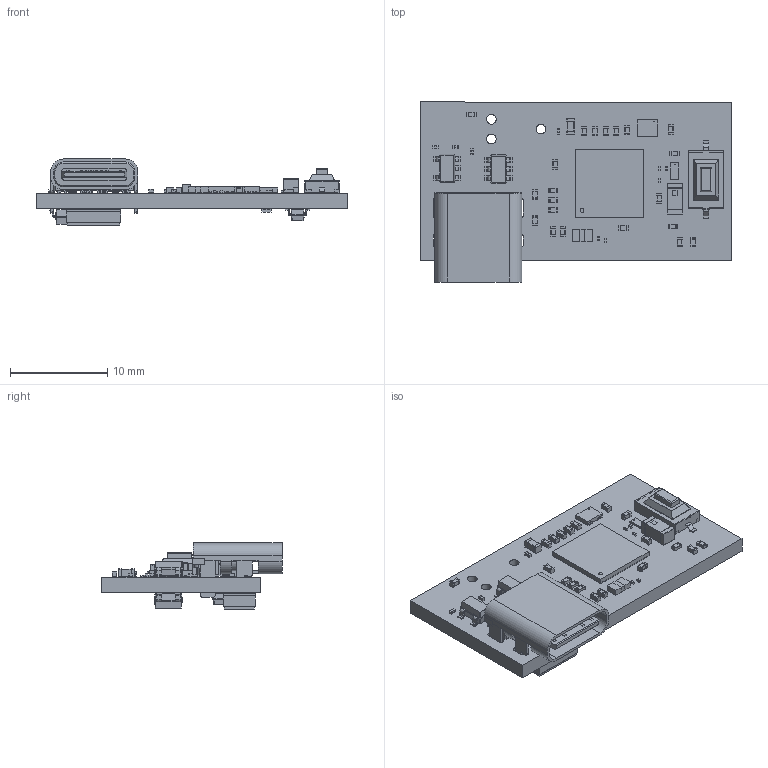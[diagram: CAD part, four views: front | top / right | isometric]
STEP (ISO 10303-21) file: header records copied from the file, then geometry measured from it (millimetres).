
FILE_DESCRIPTION(('KiCad electronic assembly'),'2;1');
FILE_NAME('EmbeddedRing.step','2025-04-09T18:10:36',('Pcbnew'),('Kicad') ,'Open CASCADE STEP processor 7.8','KiCad to STEP converter','Unknown' );
FILE_SCHEMA(('AUTOMOTIVE_DESIGN { 1 0 10303 214 1 1 1 1 }'));
Length unit declared in the file: millimetre
Products named in the file (38): EmbeddedRing 1; L_01005_0402Metric; L_0402_1005Metric; SOT-23-5; SOT_23_5; C_01005_0402Metric; C_0402_1005Metric; R_0402_1005Metric; DLF-4_1P6X0P8; part; SW_SPST_CK_RS282G05A3; C_0603_1608Metric; NX2016SA_NDK; C_0201_0603Metric; XTAL_NX2012SA_NDK; USB_C_Receptacle_GCT_USB4085; 2450AT18A0100001E; STM32WB55CEU6; STM32WB55CGU6; SOT-23-6; SOT_23_6; MAX30102EFD_T; MAX30102EFD+; SOT-23; SOT_23; EmbeddedRing_PCB
Assembly tree (64 placements, depth 3):
  EmbeddedRing 1
    L_01005_0402Metric
      L_01005_0402Metric
    L_0402_1005Metric  x2
      L_0402_1005Metric
    SOT-23-5  x2
      SOT_23_5
    C_01005_0402Metric  x4
      C_01005_0402Metric
    C_0402_1005Metric  x12
      C_0402_1005Metric
    R_0402_1005Metric  x9
      R_0402_1005Metric
    DLF-4_1P6X0P8
      part
    SW_SPST_CK_RS282G05A3
      SW_SPST_CK_RS282G05A3
    C_0603_1608Metric
      C_0603_1608Metric
    NX2016SA_NDK
      part
    C_0201_0603Metric  x4
      C_0201_0603Metric
    XTAL_NX2012SA_NDK
      part
    USB_C_Receptacle_GCT_USB4085
      USB_C_Receptacle_GCT_USB4085
    2450AT18A0100001E
      2450AT18A0100001E
    STM32WB55CEU6
      STM32WB55CGU6
    SOT-23-6
      SOT_23_6
    MAX30102EFD_T
      MAX30102EFD+
    SOT-23
      SOT_23
    EmbeddedRing_PCB
Bounding box: 31.9 x 18.51 x 6.78 mm (x, y, z)
Volume: 1103.4 mm3; surface area: 2581.4 mm2
Topology: 166 solids, 166 shells, 2979 faces, 7374 edges, 4780 vertices
Faces by surface type: plane 2121, cylinder 719, bspline 115, sphere 16, torus 4, cone 4
Full cylindrical faces by diameter (mm): 0.042 x1, 0.085 x1, 0.4 x16, 0.7 x2, 0.991 x3
Entity records: 72287 total; most frequent: CARTESIAN_POINT 11238, ORIENTED_EDGE 10482, DIRECTION 10251, EDGE_CURVE 5241, LINE 4293, VECTOR 4293, VERTEX_POINT 3394, AXIS2_PLACEMENT_3D 2979
